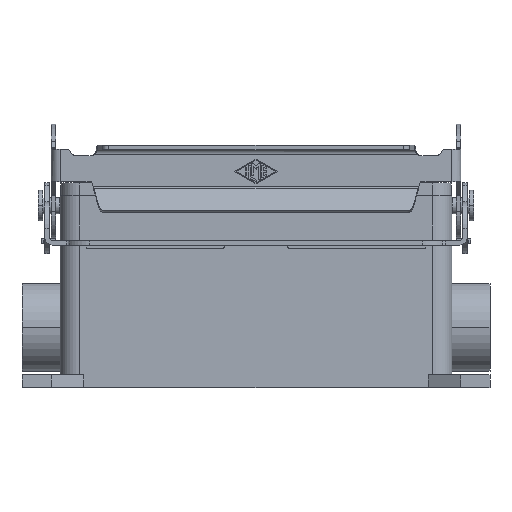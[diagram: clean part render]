
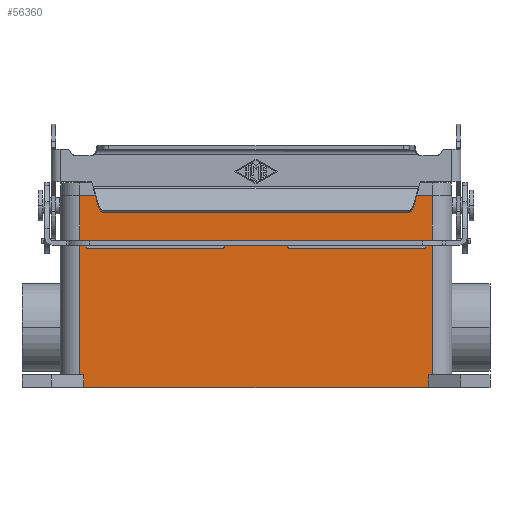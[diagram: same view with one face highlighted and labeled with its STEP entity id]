
A CAD part, front view. The second image highlights one B-rep face of the part: STEP entity #56360.
In plain terms, the highlighted planar face has unit normal (0, -1, 0).
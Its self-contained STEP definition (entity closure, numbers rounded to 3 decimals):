
#49810=CARTESIAN_POINT('',(-54.25,-22.25,3.));
#49820=VERTEX_POINT('',#49810);
#49850=CARTESIAN_POINT('',(-54.25,-22.25,-52.));
#49860=DIRECTION('',(0.,0.,1.));
#49870=VECTOR('',#49860,55.);
#49880=LINE('',#49850,#49870);
#49890=CARTESIAN_POINT('',(-54.25,-22.25,-52.));
#49900=VERTEX_POINT('',#49890);
#49910=EDGE_CURVE('',#49900,#49820,#49880,.T.);
#50910=CARTESIAN_POINT('',(54.25,-22.25,-52.));
#50920=DIRECTION('',(0.,0.,1.));
#50930=VECTOR('',#50920,55.);
#50940=LINE('',#50910,#50930);
#50950=CARTESIAN_POINT('',(54.25,-22.25,-52.));
#50960=VERTEX_POINT('',#50950);
#50970=CARTESIAN_POINT('',(54.25,-22.25,3.));
#50980=VERTEX_POINT('',#50970);
#50990=EDGE_CURVE('',#50960,#50980,#50940,.T.);
#51270=CARTESIAN_POINT('',(54.25,-22.25,3.));
#51280=DIRECTION('',(-1.,0.,0.));
#51290=VECTOR('',#51280,108.5);
#51300=LINE('',#51270,#51290);
#51310=EDGE_CURVE('',#50980,#49820,#51300,.T.);
#51630=CARTESIAN_POINT('',(-53.,-22.25,-52.));
#51640=DIRECTION('',(-1.,0.,0.));
#51650=VECTOR('',#51640,1.25);
#51660=LINE('',#51630,#51650);
#51670=CARTESIAN_POINT('',(-53.,-22.25,-52.));
#51680=VERTEX_POINT('',#51670);
#51690=EDGE_CURVE('',#51680,#49900,#51660,.T.);
#52730=CARTESIAN_POINT('',(53.,-22.25,-52.));
#52740=VERTEX_POINT('',#52730);
#52770=CARTESIAN_POINT('',(54.25,-22.25,-52.));
#52780=DIRECTION('',(-1.,0.,0.));
#52790=VECTOR('',#52780,1.25);
#52800=LINE('',#52770,#52790);
#52810=EDGE_CURVE('',#50960,#52740,#52800,.T.);
#55950=CARTESIAN_POINT('',(53.,-22.25,-56.));
#55960=VERTEX_POINT('',#55950);
#55990=CARTESIAN_POINT('',(53.,-22.25,-56.));
#56000=DIRECTION('',(0.,0.,1.));
#56010=VECTOR('',#56000,4.);
#56020=LINE('',#55990,#56010);
#56030=EDGE_CURVE('',#55960,#52740,#56020,.T.);
#56090=CARTESIAN_POINT('',(53.,-22.25,-56.));
#56100=DIRECTION('',(0.,-1.,0.));
#56110=DIRECTION('',(0.,0.,-1.));
#56120=AXIS2_PLACEMENT_3D('',#56090,#56100,#56110);
#56130=PLANE('',#56120);
#56140=ORIENTED_EDGE('',*,*,#51690,.F.);
#56150=ORIENTED_EDGE('',*,*,#49910,.F.);
#56160=ORIENTED_EDGE('',*,*,#51310,.T.);
#56170=ORIENTED_EDGE('',*,*,#50990,.T.);
#56180=ORIENTED_EDGE('',*,*,#52810,.F.);
#56190=ORIENTED_EDGE('',*,*,#56030,.T.);
#56200=CARTESIAN_POINT('',(53.,-22.25,-56.));
#56210=DIRECTION('',(-1.,0.,0.));
#56220=VECTOR('',#56210,106.);
#56230=LINE('',#56200,#56220);
#56240=CARTESIAN_POINT('',(-53.,-22.25,-56.));
#56250=VERTEX_POINT('',#56240);
#56260=EDGE_CURVE('',#55960,#56250,#56230,.T.);
#56270=ORIENTED_EDGE('',*,*,#56260,.F.);
#56280=CARTESIAN_POINT('',(-53.,-22.25,-56.));
#56290=DIRECTION('',(0.,0.,1.));
#56300=VECTOR('',#56290,4.);
#56310=LINE('',#56280,#56300);
#56320=EDGE_CURVE('',#56250,#51680,#56310,.T.);
#56330=ORIENTED_EDGE('',*,*,#56320,.F.);
#56340=EDGE_LOOP('',(#56330,#56270,#56190,#56180,#56170,#56160,#56150,
#56140));
#56350=FACE_OUTER_BOUND('',#56340,.T.);
#56360=ADVANCED_FACE('',(#56350),#56130,.T.);
